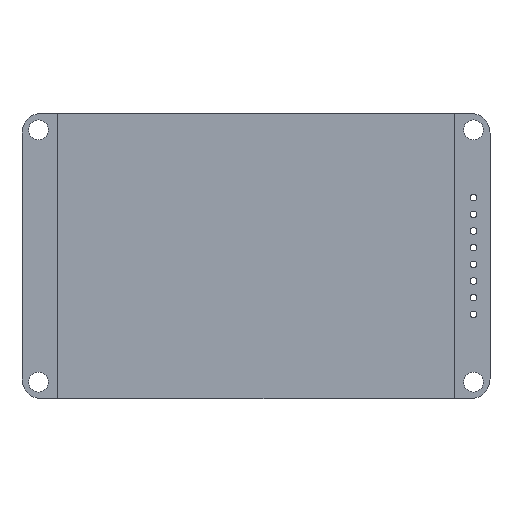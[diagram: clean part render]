
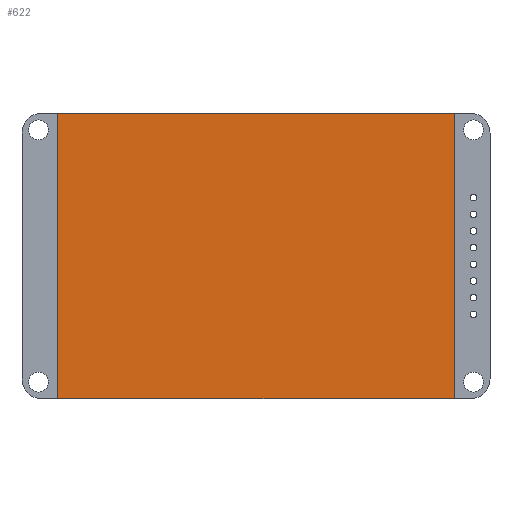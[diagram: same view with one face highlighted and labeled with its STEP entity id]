
A CAD part, top view. The second image highlights one B-rep face of the part: STEP entity #622.
In plain terms, the highlighted planar face has unit normal (0, 0, 1).
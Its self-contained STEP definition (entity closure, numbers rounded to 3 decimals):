
#108=FACE_OUTER_BOUND('',#139,.T.);
#139=EDGE_LOOP('',(#487,#488,#489,#490));
#201=LINE('',#982,#253);
#204=LINE('',#988,#256);
#208=LINE('',#995,#260);
#209=LINE('',#997,#261);
#253=VECTOR('',#802,10.);
#256=VECTOR('',#807,10.);
#260=VECTOR('',#813,10.);
#261=VECTOR('',#816,10.);
#309=VERTEX_POINT('',#979);
#310=VERTEX_POINT('',#981);
#312=VERTEX_POINT('',#987);
#314=VERTEX_POINT('',#993);
#377=EDGE_CURVE('',#310,#309,#201,.T.);
#380=EDGE_CURVE('',#312,#310,#204,.T.);
#384=EDGE_CURVE('',#309,#314,#208,.T.);
#385=EDGE_CURVE('',#314,#312,#209,.T.);
#487=ORIENTED_EDGE('',*,*,#384,.T.);
#488=ORIENTED_EDGE('',*,*,#385,.T.);
#489=ORIENTED_EDGE('',*,*,#380,.T.);
#490=ORIENTED_EDGE('',*,*,#377,.T.);
#599=PLANE('',#684);
#622=ADVANCED_FACE('',(#108),#599,.T.);
#684=AXIS2_PLACEMENT_3D('',#996,#814,#815);
#802=DIRECTION('',(-1.,0.,0.));
#807=DIRECTION('',(0.,1.,0.));
#813=DIRECTION('',(0.,-1.,0.));
#814=DIRECTION('center_axis',(0.,0.,1.));
#815=DIRECTION('ref_axis',(1.,0.,0.));
#816=DIRECTION('',(1.,0.,0.));
#979=CARTESIAN_POINT('',(5.45,43.258,4.15));
#981=CARTESIAN_POINT('',(65.55,43.258,4.15));
#982=CARTESIAN_POINT('',(65.55,43.258,4.15));
#987=CARTESIAN_POINT('',(65.55,0.,4.15));
#988=CARTESIAN_POINT('',(65.55,-0.042,4.15));
#993=CARTESIAN_POINT('',(5.45,0.,4.15));
#995=CARTESIAN_POINT('',(5.45,43.258,4.15));
#996=CARTESIAN_POINT('Origin',(35.5,21.629,4.15));
#997=CARTESIAN_POINT('',(3.,0.,4.15));
